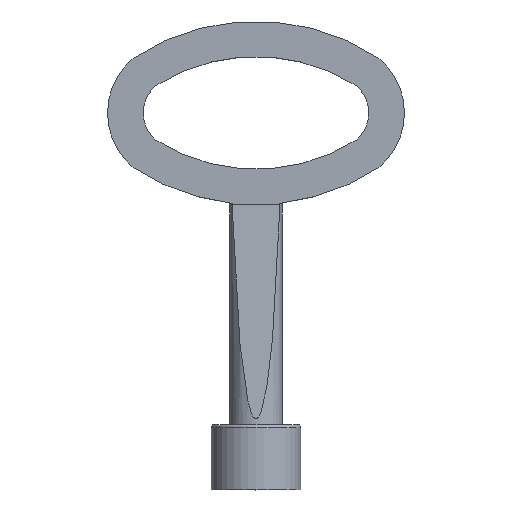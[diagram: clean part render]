
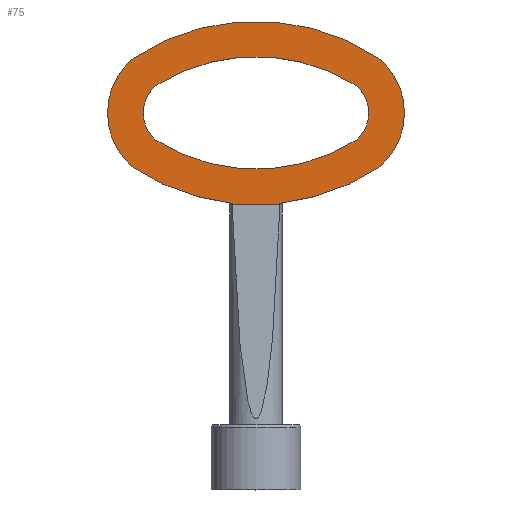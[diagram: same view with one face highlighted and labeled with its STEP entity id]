
A CAD part, top view. The second image highlights one B-rep face of the part: STEP entity #75.
In plain terms, the highlighted planar face has unit normal (0, 0, 1).
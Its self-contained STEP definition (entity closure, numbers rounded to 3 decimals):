
#75 = ADVANCED_FACE( '', ( #156, #157 ), #158, .T. );
#156 = FACE_OUTER_BOUND( '', #239, .T. );
#157 = FACE_BOUND( '', #240, .T. );
#158 = PLANE( '', #241 );
#239 = EDGE_LOOP( '', ( #379, #380, #381, #382, #383, #384, #385, #386 ) );
#240 = EDGE_LOOP( '', ( #387, #388, #389, #390 ) );
#241 = AXIS2_PLACEMENT_3D( '', #391, #392, #393 );
#379 = ORIENTED_EDGE( '', *, *, #509, .T. );
#380 = ORIENTED_EDGE( '', *, *, #472, .T. );
#381 = ORIENTED_EDGE( '', *, *, #519, .F. );
#382 = ORIENTED_EDGE( '', *, *, #478, .T. );
#383 = ORIENTED_EDGE( '', *, *, #494, .T. );
#384 = ORIENTED_EDGE( '', *, *, #513, .T. );
#385 = ORIENTED_EDGE( '', *, *, #522, .T. );
#386 = ORIENTED_EDGE( '', *, *, #468, .T. );
#387 = ORIENTED_EDGE( '', *, *, #486, .F. );
#388 = ORIENTED_EDGE( '', *, *, #506, .F. );
#389 = ORIENTED_EDGE( '', *, *, #517, .F. );
#390 = ORIENTED_EDGE( '', *, *, #523, .F. );
#391 = CARTESIAN_POINT( '', ( -6.5, 74.534, 1.75 ) );
#392 = DIRECTION( '', ( 0., 0., 1. ) );
#393 = DIRECTION( '', ( 1., 0., 0. ) );
#468 = EDGE_CURVE( '', #546, #544, #547, .T. );
#472 = EDGE_CURVE( '', #552, #553, #554, .T. );
#478 = EDGE_CURVE( '', #565, #563, #566, .F. );
#486 = EDGE_CURVE( '', #577, #579, #580, .T. );
#494 = EDGE_CURVE( '', #563, #592, #593, .T. );
#506 = EDGE_CURVE( '', #609, #577, #611, .T. );
#509 = EDGE_CURVE( '', #544, #552, #614, .T. );
#513 = EDGE_CURVE( '', #592, #618, #620, .T. );
#517 = EDGE_CURVE( '', #624, #609, #626, .T. );
#519 = EDGE_CURVE( '', #565, #553, #628, .T. );
#522 = EDGE_CURVE( '', #618, #546, #631, .T. );
#523 = EDGE_CURVE( '', #579, #624, #632, .T. );
#544 = VERTEX_POINT( '', #655 );
#546 = VERTEX_POINT( '', #658 );
#547 = CIRCLE( '', #659, 12. );
#552 = VERTEX_POINT( '', #665 );
#553 = VERTEX_POINT( '', #666 );
#554 = LINE( '', #667, #668 );
#563 = VERTEX_POINT( '', #688 );
#565 = VERTEX_POINT( '', #699 );
#566 = LINE( '', #700, #701 );
#577 = VERTEX_POINT( '', #712 );
#579 = VERTEX_POINT( '', #715 );
#580 = CIRCLE( '', #716, 6. );
#592 = VERTEX_POINT( '', #733 );
#593 = CIRCLE( '', #734, 37.5 );
#609 = VERTEX_POINT( '', #754 );
#611 = CIRCLE( '', #757, 31.5 );
#614 = CIRCLE( '', #760, 37.5 );
#618 = VERTEX_POINT( '', #764 );
#620 = CIRCLE( '', #767, 12. );
#624 = VERTEX_POINT( '', #771 );
#626 = CIRCLE( '', #774, 6. );
#628 = LINE( '', #776, #777 );
#631 = CIRCLE( '', #780, 37.5 );
#632 = CIRCLE( '', #781, 31.5 );
#655 = CARTESIAN_POINT( '', ( -20.713, 54.307, 1.75 ) );
#658 = CARTESIAN_POINT( '', ( -20.713, 72.693, 1.75 ) );
#659 = AXIS2_PLACEMENT_3D( '', #810, #811, #812 );
#665 = CARTESIAN_POINT( '', ( -4.037, 48.286, 1.75 ) );
#666 = CARTESIAN_POINT( '', ( -4.037, 48., 1.75 ) );
#667 = CARTESIAN_POINT( '', ( -4.037, 11., 1.75 ) );
#668 = VECTOR( '', #817, 1000. );
#688 = CARTESIAN_POINT( '', ( 4.037, 48.286, 1.75 ) );
#699 = CARTESIAN_POINT( '', ( 4.037, 48., 1.75 ) );
#700 = CARTESIAN_POINT( '', ( 4.037, 11., 1.75 ) );
#701 = VECTOR( '', #823, 1000. );
#712 = CARTESIAN_POINT( '', ( -16.857, 68.096, 1.75 ) );
#715 = CARTESIAN_POINT( '', ( -16.857, 58.904, 1.75 ) );
#716 = AXIS2_PLACEMENT_3D( '', #837, #838, #839 );
#733 = CARTESIAN_POINT( '', ( 20.713, 54.307, 1.75 ) );
#734 = AXIS2_PLACEMENT_3D( '', #845, #846, #847 );
#754 = CARTESIAN_POINT( '', ( 16.857, 68.096, 1.75 ) );
#757 = AXIS2_PLACEMENT_3D( '', #862, #863, #864 );
#760 = AXIS2_PLACEMENT_3D( '', #868, #869, #870 );
#764 = CARTESIAN_POINT( '', ( 20.713, 72.693, 1.75 ) );
#767 = AXIS2_PLACEMENT_3D( '', #875, #876, #877 );
#771 = CARTESIAN_POINT( '', ( 16.857, 58.904, 1.75 ) );
#774 = AXIS2_PLACEMENT_3D( '', #882, #883, #884 );
#776 = CARTESIAN_POINT( '', ( 30., 48., 1.75 ) );
#777 = VECTOR( '', #885, 1000. );
#780 = AXIS2_PLACEMENT_3D( '', #886, #887, #888 );
#781 = AXIS2_PLACEMENT_3D( '', #889, #890, #891 );
#810 = CARTESIAN_POINT( '', ( -13., 63.5, 1.75 ) );
#811 = DIRECTION( '', ( 0., 0., 1. ) );
#812 = DIRECTION( '', ( 1., 0., 0. ) );
#817 = DIRECTION( '', ( 0., -1., 0. ) );
#823 = DIRECTION( '', ( 0., -1., 0. ) );
#837 = CARTESIAN_POINT( '', ( -13., 63.5, 1.75 ) );
#838 = DIRECTION( '', ( 0., 0., 1. ) );
#839 = DIRECTION( '', ( 1., 0., 0. ) );
#845 = CARTESIAN_POINT( '', ( 0., 85.568, 1.75 ) );
#846 = DIRECTION( '', ( 0., 0., 1. ) );
#847 = DIRECTION( '', ( 1., 0., 0. ) );
#862 = CARTESIAN_POINT( '', ( 0., 41.486, 1.75 ) );
#863 = DIRECTION( '', ( 0., 0., 1. ) );
#864 = DIRECTION( '', ( 1., 0., 0. ) );
#868 = CARTESIAN_POINT( '', ( 0., 85.568, 1.75 ) );
#869 = DIRECTION( '', ( 0., 0., 1. ) );
#870 = DIRECTION( '', ( 1., 0., 0. ) );
#875 = CARTESIAN_POINT( '', ( 13., 63.5, 1.75 ) );
#876 = DIRECTION( '', ( 0., 0., 1. ) );
#877 = DIRECTION( '', ( 1., 0., 0. ) );
#882 = CARTESIAN_POINT( '', ( 13., 63.5, 1.75 ) );
#883 = DIRECTION( '', ( 0., 0., 1. ) );
#884 = DIRECTION( '', ( 1., 0., 0. ) );
#885 = DIRECTION( '', ( -1., 0., 0. ) );
#886 = CARTESIAN_POINT( '', ( 0., 41.432, 1.75 ) );
#887 = DIRECTION( '', ( 0., 0., 1. ) );
#888 = DIRECTION( '', ( 1., 0., 0. ) );
#889 = CARTESIAN_POINT( '', ( 0., 85.514, 1.75 ) );
#890 = DIRECTION( '', ( 0., 0., 1. ) );
#891 = DIRECTION( '', ( 1., 0., 0. ) );
